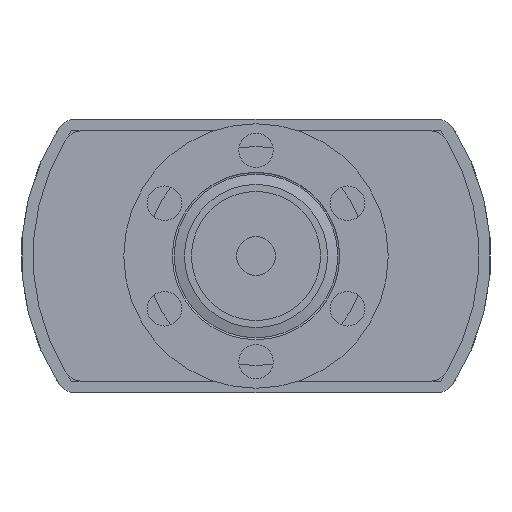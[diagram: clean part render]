
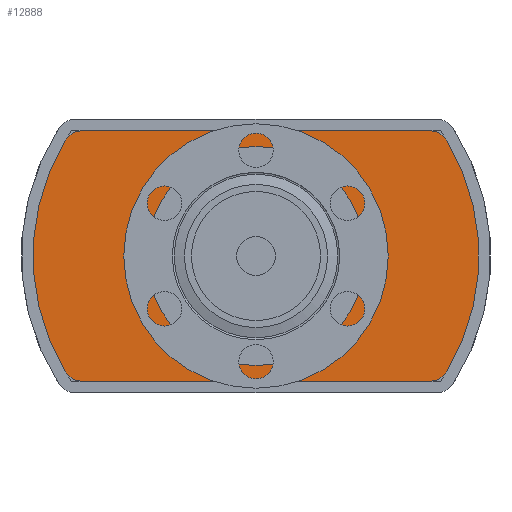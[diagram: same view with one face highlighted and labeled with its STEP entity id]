
A CAD part, front view. The second image highlights one B-rep face of the part: STEP entity #12888.
In plain terms, the highlighted planar face has unit normal (0, -1, 0).
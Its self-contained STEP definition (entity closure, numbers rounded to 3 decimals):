
#414=CARTESIAN_POINT('',(-14.,0.0,0.0));
#415=VERTEX_POINT('',#414);
#416=CARTESIAN_POINT('',(0.0,0.0,0.0));
#417=DIRECTION('',(0.0,1.0,0.0));
#418=DIRECTION('',(-1.0,0.0,0.0));
#419=AXIS2_PLACEMENT_3D('',#416,#417,#418);
#420=CIRCLE('',#419,14.);
#421=EDGE_CURVE('',#415,#415,#420,.T.);
#11762=CARTESIAN_POINT('',(24.357,0.0,-14.798));
#11763=VERTEX_POINT('',#11762);
#11770=CARTESIAN_POINT('',(22.22,0.0,-16.0));
#11771=VERTEX_POINT('',#11770);
#11772=CARTESIAN_POINT('',(22.22,0.0,-13.5));
#11773=DIRECTION('',(0.0,1.,0.0));
#11774=DIRECTION('',(0.49,0.0,-0.872));
#11775=AXIS2_PLACEMENT_3D('',#11772,#11773,#11774);
#11776=CIRCLE('',#11775,2.5);
#11777=EDGE_CURVE('',#11763,#11771,#11776,.T.);
#11932=CARTESIAN_POINT('',(22.22,0.0,16.0));
#11933=VERTEX_POINT('',#11932);
#11940=CARTESIAN_POINT('',(24.357,0.0,14.798));
#11941=VERTEX_POINT('',#11940);
#11942=CARTESIAN_POINT('',(22.22,0.0,13.5));
#11943=DIRECTION('',(0.0,1.0,0.0));
#11944=DIRECTION('',(0.49,0.0,0.872));
#11945=AXIS2_PLACEMENT_3D('',#11942,#11943,#11944);
#11946=CIRCLE('',#11945,2.5);
#11947=EDGE_CURVE('',#11933,#11941,#11946,.T.);
#12223=CARTESIAN_POINT('',(-24.357,0.0,-14.798));
#12224=VERTEX_POINT('',#12223);
#12231=CARTESIAN_POINT('',(-24.357,0.0,14.798));
#12232=VERTEX_POINT('',#12231);
#12233=CARTESIAN_POINT('',(0.0,0.0,0.0));
#12234=DIRECTION('',(0.0,1.0,0.0));
#12235=DIRECTION('',(-0.828,0.0,-0.561));
#12236=AXIS2_PLACEMENT_3D('',#12233,#12234,#12235);
#12237=CIRCLE('',#12236,28.5);
#12238=EDGE_CURVE('',#12224,#12232,#12237,.T.);
#12278=CARTESIAN_POINT('',(-22.22,0.0,-16.));
#12279=VERTEX_POINT('',#12278);
#12280=CARTESIAN_POINT('',(22.22,0.0,-16.0));
#12281=DIRECTION('',(-1.0,0.0,0.0));
#12282=VECTOR('',#12281,44.441);
#12283=LINE('',#12280,#12282);
#12284=EDGE_CURVE('',#11771,#12279,#12283,.T.);
#12302=CARTESIAN_POINT('',(0.0,0.0,0.0));
#12303=DIRECTION('',(0.0,1.,0.0));
#12304=DIRECTION('',(0.828,0.0,0.561));
#12305=AXIS2_PLACEMENT_3D('',#12302,#12303,#12304);
#12306=CIRCLE('',#12305,28.5);
#12307=EDGE_CURVE('',#11941,#11763,#12306,.T.);
#12395=CARTESIAN_POINT('',(-22.22,0.0,16.0));
#12396=VERTEX_POINT('',#12395);
#12403=CARTESIAN_POINT('',(-22.22,0.0,16.0));
#12404=DIRECTION('',(1.0,0.0,0.0));
#12405=VECTOR('',#12404,44.441);
#12406=LINE('',#12403,#12405);
#12407=EDGE_CURVE('',#12396,#11933,#12406,.T.);
#12858=CARTESIAN_POINT('',(0.,0.0,0.));
#12859=DIRECTION('',(0.0,1.0,0.0));
#12860=DIRECTION('',(0.0,0.0,1.0));
#12861=AXIS2_PLACEMENT_3D('',#12858,#12859,#12860);
#12862=PLANE('',#12861);
#12863=ORIENTED_EDGE('',*,*,#11947,.F.);
#12864=ORIENTED_EDGE('',*,*,#12407,.F.);
#12865=CARTESIAN_POINT('',(-22.22,0.0,13.5));
#12866=DIRECTION('',(0.0,1.0,0.0));
#12867=DIRECTION('',(-0.49,0.0,0.872));
#12868=AXIS2_PLACEMENT_3D('',#12865,#12866,#12867);
#12869=CIRCLE('',#12868,2.5);
#12870=EDGE_CURVE('',#12232,#12396,#12869,.T.);
#12871=ORIENTED_EDGE('',*,*,#12870,.F.);
#12872=ORIENTED_EDGE('',*,*,#12238,.F.);
#12873=CARTESIAN_POINT('',(-22.22,0.0,-13.5));
#12874=DIRECTION('',(0.0,1.0,0.0));
#12875=DIRECTION('',(-0.49,0.0,-0.872));
#12876=AXIS2_PLACEMENT_3D('',#12873,#12874,#12875);
#12877=CIRCLE('',#12876,2.5);
#12878=EDGE_CURVE('',#12279,#12224,#12877,.T.);
#12879=ORIENTED_EDGE('',*,*,#12878,.F.);
#12880=ORIENTED_EDGE('',*,*,#12284,.F.);
#12881=ORIENTED_EDGE('',*,*,#11777,.F.);
#12882=ORIENTED_EDGE('',*,*,#12307,.F.);
#12883=EDGE_LOOP('',(#12863,#12864,#12871,#12872,#12879,#12880,#12881,#12882));
#12884=FACE_OUTER_BOUND('',#12883,.T.);
#12885=ORIENTED_EDGE('',*,*,#421,.T.);
#12886=EDGE_LOOP('',(#12885));
#12887=FACE_BOUND('',#12886,.T.);
#12888=ADVANCED_FACE('',(#12884,#12887),#12862,.F.);
